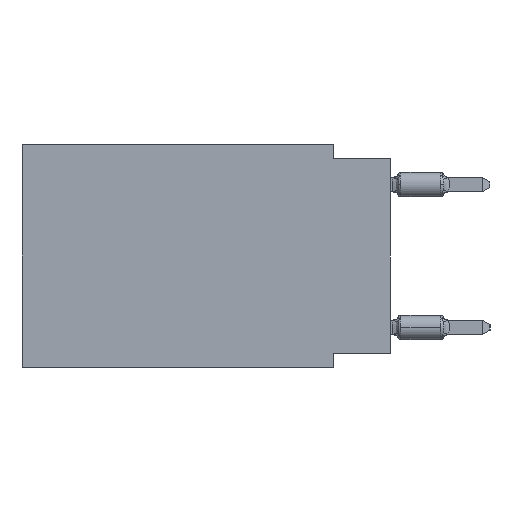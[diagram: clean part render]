
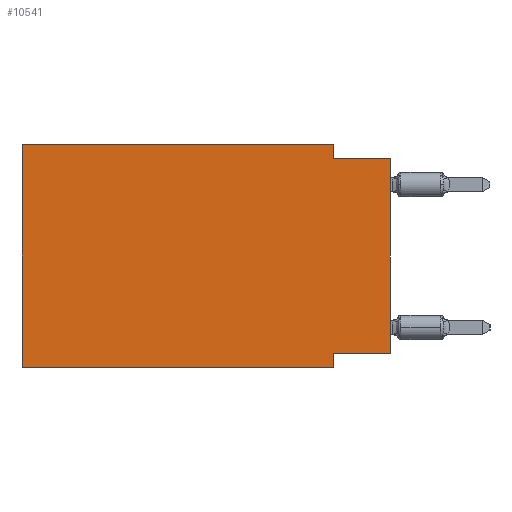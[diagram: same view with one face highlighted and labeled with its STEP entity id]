
A CAD part, left-side view. The second image highlights one B-rep face of the part: STEP entity #10541.
In plain terms, the highlighted planar face has unit normal (-1, 0, 0).
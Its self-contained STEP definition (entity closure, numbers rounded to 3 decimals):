
#177 = CARTESIAN_POINT ( 'NONE',  ( 0., 2.54, 0. ) ) ;
#483 = CARTESIAN_POINT ( 'NONE',  ( 0., 16.383, -9.906 ) ) ;
#504 = LINE ( 'NONE', #8379, #18449 ) ;
#2244 = DIRECTION ( 'NONE',  ( 0., 0., -1. ) ) ;
#2310 = CARTESIAN_POINT ( 'NONE',  ( 0., 2.54, 0. ) ) ;
#2706 = VERTEX_POINT ( 'NONE', #2310 ) ;
#3274 = VERTEX_POINT ( 'NONE', #23829 ) ;
#3382 = DIRECTION ( 'NONE',  ( 0., 0., -1. ) ) ;
#3467 = ORIENTED_EDGE ( 'NONE', *, *, #15562, .F. ) ;
#3823 = DIRECTION ( 'NONE',  ( 0., -1., 0. ) ) ;
#3959 = EDGE_CURVE ( 'NONE', #3274, #2706, #504, .T. ) ;
#4549 = CARTESIAN_POINT ( 'NONE',  ( 0., 16.383, 0. ) ) ;
#4852 = ORIENTED_EDGE ( 'NONE', *, *, #10336, .F. ) ;
#5005 = CARTESIAN_POINT ( 'NONE',  ( 0., 2.54, -9.271 ) ) ;
#6364 = LINE ( 'NONE', #14272, #19398 ) ;
#7025 = EDGE_CURVE ( 'NONE', #17498, #14435, #16842, .T. ) ;
#7220 = DIRECTION ( 'NONE',  ( 0., 1., 0. ) ) ;
#7449 = LINE ( 'NONE', #23506, #19157 ) ;
#7469 = CARTESIAN_POINT ( 'NONE',  ( 0., 0., -9.271 ) ) ;
#7997 = DIRECTION ( 'NONE',  ( 0., -1., 0. ) ) ;
#8379 = CARTESIAN_POINT ( 'NONE',  ( 0., 16.383, 0. ) ) ;
#8396 = VECTOR ( 'NONE', #2244, 1000. ) ;
#9171 = VERTEX_POINT ( 'NONE', #16724 ) ;
#10149 = VERTEX_POINT ( 'NONE', #5005 ) ;
#10336 = EDGE_CURVE ( 'NONE', #2706, #18385, #17546, .T. ) ;
#10342 = CARTESIAN_POINT ( 'NONE',  ( 0., 2.54, -0.635 ) ) ;
#10541 = ADVANCED_FACE ( 'NONE', ( #11402 ), #11148, .F. ) ;
#11148 = PLANE ( 'NONE',  #25377 ) ;
#11279 = ORIENTED_EDGE ( 'NONE', *, *, #3959, .F. ) ;
#11402 = FACE_OUTER_BOUND ( 'NONE', #14788, .T. ) ;
#12288 = VECTOR ( 'NONE', #22806, 1000. ) ;
#12713 = LINE ( 'NONE', #18805, #16404 ) ;
#14272 = CARTESIAN_POINT ( 'NONE',  ( 0., 0., 0. ) ) ;
#14403 = DIRECTION ( 'NONE',  ( 0., 0., -1. ) ) ;
#14435 = VERTEX_POINT ( 'NONE', #19653 ) ;
#14788 = EDGE_LOOP ( 'NONE', ( #15607, #19729, #4852, #11279, #25116, #24924, #3467, #16006 ) ) ;
#14900 = CARTESIAN_POINT ( 'NONE',  ( 0., 16.383, -9.906 ) ) ;
#15562 = EDGE_CURVE ( 'NONE', #10149, #14435, #12713, .T. ) ;
#15607 = ORIENTED_EDGE ( 'NONE', *, *, #17972, .T. ) ;
#16006 = ORIENTED_EDGE ( 'NONE', *, *, #17409, .F. ) ;
#16404 = VECTOR ( 'NONE', #14403, 1000. ) ;
#16462 = DIRECTION ( 'NONE',  ( 0., 0., 1. ) ) ;
#16724 = CARTESIAN_POINT ( 'NONE',  ( 0., 0., -0.635 ) ) ;
#16842 = LINE ( 'NONE', #14900, #12288 ) ;
#17409 = EDGE_CURVE ( 'NONE', #21383, #10149, #25219, .T. ) ;
#17498 = VERTEX_POINT ( 'NONE', #483 ) ;
#17546 = LINE ( 'NONE', #177, #8396 ) ;
#17972 = EDGE_CURVE ( 'NONE', #21383, #9171, #6364, .T. ) ;
#18385 = VERTEX_POINT ( 'NONE', #10342 ) ;
#18449 = VECTOR ( 'NONE', #7997, 1000. ) ;
#18658 = LINE ( 'NONE', #4549, #25291 ) ;
#18805 = CARTESIAN_POINT ( 'NONE',  ( 0., 2.54, -9.906 ) ) ;
#19047 = DIRECTION ( 'NONE',  ( 1., 0., 0. ) ) ;
#19157 = VECTOR ( 'NONE', #3823, 1000. ) ;
#19373 = VECTOR ( 'NONE', #7220, 1000. ) ;
#19398 = VECTOR ( 'NONE', #22172, 1000. ) ;
#19653 = CARTESIAN_POINT ( 'NONE',  ( 0., 2.54, -9.906 ) ) ;
#19729 = ORIENTED_EDGE ( 'NONE', *, *, #20329, .F. ) ;
#20329 = EDGE_CURVE ( 'NONE', #18385, #9171, #7449, .T. ) ;
#21383 = VERTEX_POINT ( 'NONE', #25182 ) ;
#22142 = EDGE_CURVE ( 'NONE', #17498, #3274, #18658, .T. ) ;
#22172 = DIRECTION ( 'NONE',  ( 0., 0., 1. ) ) ;
#22806 = DIRECTION ( 'NONE',  ( 0., -1., 0. ) ) ;
#23441 = CARTESIAN_POINT ( 'NONE',  ( 0., 16.383, 0. ) ) ;
#23506 = CARTESIAN_POINT ( 'NONE',  ( 0., 0., -0.635 ) ) ;
#23829 = CARTESIAN_POINT ( 'NONE',  ( 0., 16.383, 0. ) ) ;
#24924 = ORIENTED_EDGE ( 'NONE', *, *, #7025, .T. ) ;
#25116 = ORIENTED_EDGE ( 'NONE', *, *, #22142, .F. ) ;
#25182 = CARTESIAN_POINT ( 'NONE',  ( 0., 0., -9.271 ) ) ;
#25219 = LINE ( 'NONE', #7469, #19373 ) ;
#25291 = VECTOR ( 'NONE', #16462, 1000. ) ;
#25377 = AXIS2_PLACEMENT_3D ( 'NONE', #23441, #19047, #3382 ) ;
